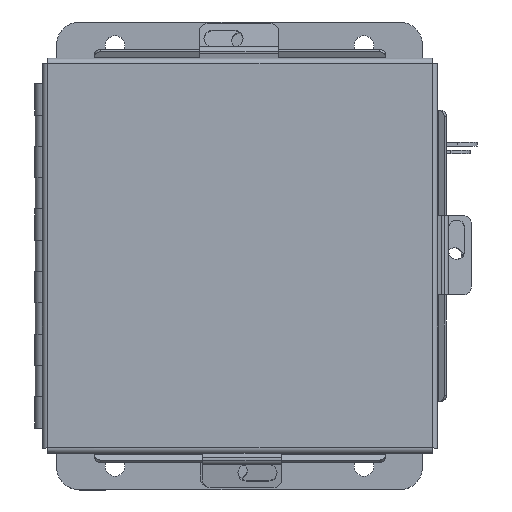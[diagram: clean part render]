
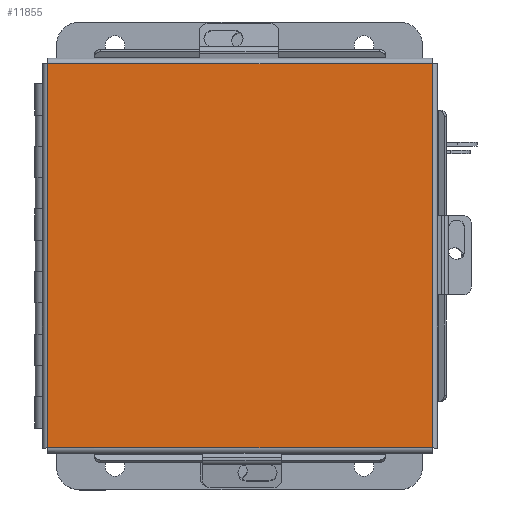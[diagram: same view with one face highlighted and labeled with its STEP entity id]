
A CAD part, top view. The second image highlights one B-rep face of the part: STEP entity #11855.
In plain terms, the highlighted face is planar.
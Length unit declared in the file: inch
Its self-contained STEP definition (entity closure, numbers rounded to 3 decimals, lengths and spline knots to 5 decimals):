
#79 = FACE_OUTER_BOUND ( 'NONE', #571, .T. ) ;
#286 = ORIENTED_EDGE ( 'NONE', *, *, #732, .T. ) ;
#571 = EDGE_LOOP ( 'NONE', ( #286, #12842, #1348, #2987 ) ) ;
#732 = EDGE_CURVE ( 'NONE', #9124, #5776, #12566, .T. ) ;
#865 = LINE ( 'NONE', #9545, #12173 ) ;
#1275 = AXIS2_PLACEMENT_3D ( 'NONE', #11558, #4988, #12657 ) ;
#1310 = CARTESIAN_POINT ( 'NONE',  ( -3.06855, -3.06855, -0.0747 ) ) ;
#1348 = ORIENTED_EDGE ( 'NONE', *, *, #11876, .T. ) ;
#1645 = DIRECTION ( 'NONE',  ( 0., 1., 0. ) ) ;
#2210 = VECTOR ( 'NONE', #5463, 39.37008 ) ;
#2314 = VECTOR ( 'NONE', #5028, 39.37008 ) ;
#2868 = EDGE_CURVE ( 'NONE', #11636, #9124, #865, .T. ) ;
#2987 = ORIENTED_EDGE ( 'NONE', *, *, #2868, .T. ) ;
#3744 = EDGE_CURVE ( 'NONE', #5776, #11193, #5096, .T. ) ;
#3824 = VECTOR ( 'NONE', #13417, 39.37008 ) ;
#4988 = DIRECTION ( 'NONE',  ( 0., 0., -1. ) ) ;
#5028 = DIRECTION ( 'NONE',  ( -1., 0., 0. ) ) ;
#5096 = LINE ( 'NONE', #11489, #2210 ) ;
#5170 = CARTESIAN_POINT ( 'NONE',  ( 3.06855, 3.06855, -0.0747 ) ) ;
#5213 = LINE ( 'NONE', #6077, #2314 ) ;
#5463 = DIRECTION ( 'NONE',  ( 0., -1., 0. ) ) ;
#5776 = VERTEX_POINT ( 'NONE', #5170 ) ;
#6077 = CARTESIAN_POINT ( 'NONE',  ( 3.07448, -3.06855, -0.0747 ) ) ;
#7106 = CARTESIAN_POINT ( 'NONE',  ( 3.06855, -3.06855, -0.0747 ) ) ;
#8101 = CARTESIAN_POINT ( 'NONE',  ( -3.07448, 3.06855, -0.0747 ) ) ;
#9124 = VERTEX_POINT ( 'NONE', #13179 ) ;
#9333 = PLANE ( 'NONE',  #1275 ) ;
#9545 = CARTESIAN_POINT ( 'NONE',  ( -3.06855, -3.07448, -0.0747 ) ) ;
#11193 = VERTEX_POINT ( 'NONE', #7106 ) ;
#11489 = CARTESIAN_POINT ( 'NONE',  ( 3.06855, 3.07448, -0.0747 ) ) ;
#11558 = CARTESIAN_POINT ( 'NONE',  ( 0., 0., -0.0747 ) ) ;
#11636 = VERTEX_POINT ( 'NONE', #1310 ) ;
#11855 = ADVANCED_FACE ( 'NONE', ( #79 ), #9333, .T. ) ;
#11876 = EDGE_CURVE ( 'NONE', #11193, #11636, #5213, .T. ) ;
#12173 = VECTOR ( 'NONE', #1645, 39.37008 ) ;
#12566 = LINE ( 'NONE', #8101, #3824 ) ;
#12657 = DIRECTION ( 'NONE',  ( -1., 0., 0. ) ) ;
#12842 = ORIENTED_EDGE ( 'NONE', *, *, #3744, .T. ) ;
#13179 = CARTESIAN_POINT ( 'NONE',  ( -3.06855, 3.06855, -0.0747 ) ) ;
#13417 = DIRECTION ( 'NONE',  ( 1., 0., 0. ) ) ;
